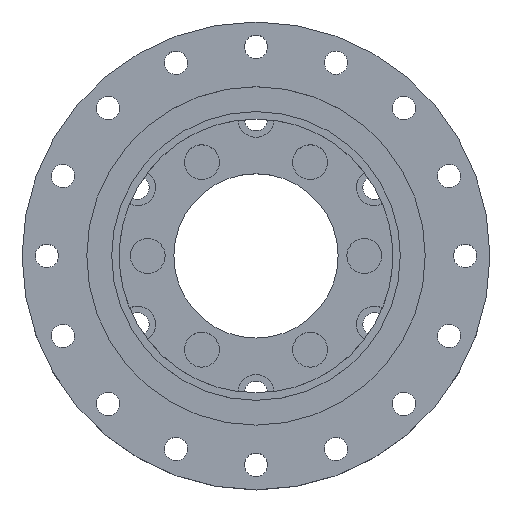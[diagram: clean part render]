
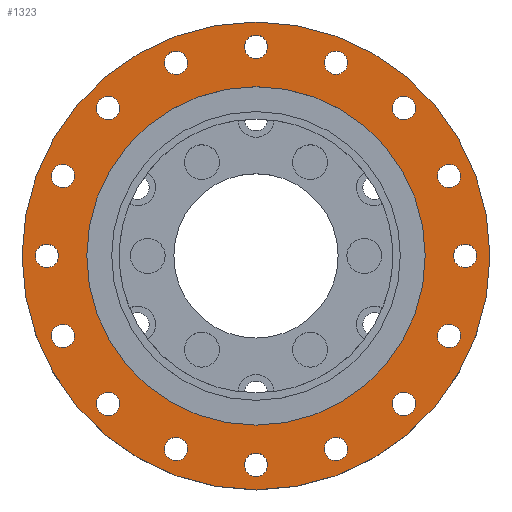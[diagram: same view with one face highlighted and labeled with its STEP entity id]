
A CAD part, top view. The second image highlights one B-rep face of the part: STEP entity #1323.
In plain terms, the highlighted planar face has unit normal (0, 0, 1).
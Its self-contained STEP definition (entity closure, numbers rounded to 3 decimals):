
#84=FACE_BOUND('',#331,.T.);
#85=FACE_BOUND('',#332,.T.);
#86=FACE_BOUND('',#333,.T.);
#87=FACE_BOUND('',#334,.T.);
#88=FACE_BOUND('',#335,.T.);
#89=FACE_BOUND('',#336,.T.);
#90=FACE_BOUND('',#337,.T.);
#91=FACE_BOUND('',#338,.T.);
#92=FACE_BOUND('',#339,.T.);
#93=FACE_BOUND('',#340,.T.);
#94=FACE_BOUND('',#341,.T.);
#95=FACE_BOUND('',#342,.T.);
#96=FACE_BOUND('',#343,.T.);
#97=FACE_BOUND('',#344,.T.);
#98=FACE_BOUND('',#345,.T.);
#99=FACE_BOUND('',#346,.T.);
#100=FACE_BOUND('',#347,.T.);
#123=PLANE('',#1545);
#202=FACE_OUTER_BOUND('',#330,.T.);
#330=EDGE_LOOP('',(#1170));
#331=EDGE_LOOP('',(#1171));
#332=EDGE_LOOP('',(#1172));
#333=EDGE_LOOP('',(#1173));
#334=EDGE_LOOP('',(#1174));
#335=EDGE_LOOP('',(#1175));
#336=EDGE_LOOP('',(#1176));
#337=EDGE_LOOP('',(#1177));
#338=EDGE_LOOP('',(#1178));
#339=EDGE_LOOP('',(#1179));
#340=EDGE_LOOP('',(#1180));
#341=EDGE_LOOP('',(#1181));
#342=EDGE_LOOP('',(#1182));
#343=EDGE_LOOP('',(#1183));
#344=EDGE_LOOP('',(#1184));
#345=EDGE_LOOP('',(#1185));
#346=EDGE_LOOP('',(#1186));
#347=EDGE_LOOP('',(#1187));
#555=CIRCLE('',#1509,2.35);
#556=CIRCLE('',#1511,2.35);
#557=CIRCLE('',#1513,34.);
#559=CIRCLE('',#1516,2.35);
#560=CIRCLE('',#1518,2.35);
#561=CIRCLE('',#1520,2.35);
#562=CIRCLE('',#1522,2.35);
#563=CIRCLE('',#1524,2.35);
#564=CIRCLE('',#1526,2.35);
#565=CIRCLE('',#1528,2.35);
#566=CIRCLE('',#1530,2.35);
#567=CIRCLE('',#1532,2.35);
#568=CIRCLE('',#1534,2.35);
#569=CIRCLE('',#1536,2.35);
#570=CIRCLE('',#1538,2.35);
#571=CIRCLE('',#1540,2.35);
#572=CIRCLE('',#1542,2.35);
#573=CIRCLE('',#1544,47.);
#667=VERTEX_POINT('',#2284);
#668=VERTEX_POINT('',#2288);
#669=VERTEX_POINT('',#2292);
#671=VERTEX_POINT('',#2298);
#672=VERTEX_POINT('',#2302);
#673=VERTEX_POINT('',#2306);
#674=VERTEX_POINT('',#2310);
#675=VERTEX_POINT('',#2314);
#676=VERTEX_POINT('',#2318);
#677=VERTEX_POINT('',#2322);
#678=VERTEX_POINT('',#2326);
#679=VERTEX_POINT('',#2330);
#680=VERTEX_POINT('',#2334);
#681=VERTEX_POINT('',#2338);
#682=VERTEX_POINT('',#2342);
#683=VERTEX_POINT('',#2346);
#684=VERTEX_POINT('',#2350);
#685=VERTEX_POINT('',#2354);
#817=EDGE_CURVE('',#667,#667,#555,.T.);
#819=EDGE_CURVE('',#668,#668,#556,.T.);
#821=EDGE_CURVE('',#669,#669,#557,.T.);
#824=EDGE_CURVE('',#671,#671,#559,.T.);
#826=EDGE_CURVE('',#672,#672,#560,.T.);
#828=EDGE_CURVE('',#673,#673,#561,.T.);
#830=EDGE_CURVE('',#674,#674,#562,.T.);
#832=EDGE_CURVE('',#675,#675,#563,.T.);
#834=EDGE_CURVE('',#676,#676,#564,.T.);
#836=EDGE_CURVE('',#677,#677,#565,.T.);
#838=EDGE_CURVE('',#678,#678,#566,.T.);
#840=EDGE_CURVE('',#679,#679,#567,.T.);
#842=EDGE_CURVE('',#680,#680,#568,.T.);
#844=EDGE_CURVE('',#681,#681,#569,.T.);
#846=EDGE_CURVE('',#682,#682,#570,.T.);
#848=EDGE_CURVE('',#683,#683,#571,.T.);
#850=EDGE_CURVE('',#684,#684,#572,.T.);
#852=EDGE_CURVE('',#685,#685,#573,.T.);
#1170=ORIENTED_EDGE('',*,*,#852,.T.);
#1171=ORIENTED_EDGE('',*,*,#850,.T.);
#1172=ORIENTED_EDGE('',*,*,#848,.T.);
#1173=ORIENTED_EDGE('',*,*,#846,.T.);
#1174=ORIENTED_EDGE('',*,*,#844,.T.);
#1175=ORIENTED_EDGE('',*,*,#842,.T.);
#1176=ORIENTED_EDGE('',*,*,#840,.T.);
#1177=ORIENTED_EDGE('',*,*,#838,.T.);
#1178=ORIENTED_EDGE('',*,*,#836,.T.);
#1179=ORIENTED_EDGE('',*,*,#834,.T.);
#1180=ORIENTED_EDGE('',*,*,#832,.T.);
#1181=ORIENTED_EDGE('',*,*,#830,.T.);
#1182=ORIENTED_EDGE('',*,*,#828,.T.);
#1183=ORIENTED_EDGE('',*,*,#826,.T.);
#1184=ORIENTED_EDGE('',*,*,#824,.T.);
#1185=ORIENTED_EDGE('',*,*,#821,.T.);
#1186=ORIENTED_EDGE('',*,*,#819,.T.);
#1187=ORIENTED_EDGE('',*,*,#817,.T.);
#1323=ADVANCED_FACE('',(#202,#84,#85,#86,#87,#88,#89,#90,#91,#92,#93,#94,
#95,#96,#97,#98,#99,#100),#123,.T.);
#1509=AXIS2_PLACEMENT_3D('',#2285,#1899,#1900);
#1511=AXIS2_PLACEMENT_3D('',#2289,#1904,#1905);
#1513=AXIS2_PLACEMENT_3D('',#2293,#1909,#1910);
#1516=AXIS2_PLACEMENT_3D('',#2299,#1916,#1917);
#1518=AXIS2_PLACEMENT_3D('',#2303,#1921,#1922);
#1520=AXIS2_PLACEMENT_3D('',#2307,#1926,#1927);
#1522=AXIS2_PLACEMENT_3D('',#2311,#1931,#1932);
#1524=AXIS2_PLACEMENT_3D('',#2315,#1936,#1937);
#1526=AXIS2_PLACEMENT_3D('',#2319,#1941,#1942);
#1528=AXIS2_PLACEMENT_3D('',#2323,#1946,#1947);
#1530=AXIS2_PLACEMENT_3D('',#2327,#1951,#1952);
#1532=AXIS2_PLACEMENT_3D('',#2331,#1956,#1957);
#1534=AXIS2_PLACEMENT_3D('',#2335,#1961,#1962);
#1536=AXIS2_PLACEMENT_3D('',#2339,#1966,#1967);
#1538=AXIS2_PLACEMENT_3D('',#2343,#1971,#1972);
#1540=AXIS2_PLACEMENT_3D('',#2347,#1976,#1977);
#1542=AXIS2_PLACEMENT_3D('',#2351,#1981,#1982);
#1544=AXIS2_PLACEMENT_3D('',#2355,#1986,#1987);
#1545=AXIS2_PLACEMENT_3D('',#2357,#1989,#1990);
#1899=DIRECTION('center_axis',(0.,0.,-1.));
#1900=DIRECTION('ref_axis',(0.924,0.383,0.));
#1904=DIRECTION('center_axis',(0.,0.,-1.));
#1905=DIRECTION('ref_axis',(-0.924,-0.383,0.));
#1909=DIRECTION('center_axis',(0.,0.,-1.));
#1910=DIRECTION('ref_axis',(-1.,0.,0.));
#1916=DIRECTION('center_axis',(0.,0.,-1.));
#1917=DIRECTION('ref_axis',(0.383,0.924,0.));
#1921=DIRECTION('center_axis',(0.,0.,-1.));
#1922=DIRECTION('ref_axis',(-0.707,-0.707,0.));
#1926=DIRECTION('center_axis',(0.,0.,-1.));
#1927=DIRECTION('ref_axis',(-0.707,0.707,0.));
#1931=DIRECTION('center_axis',(0.,0.,-1.));
#1932=DIRECTION('ref_axis',(0.707,0.707,0.));
#1936=DIRECTION('center_axis',(0.,0.,-1.));
#1937=DIRECTION('ref_axis',(-0.383,-0.924,0.));
#1941=DIRECTION('center_axis',(0.,0.,-1.));
#1942=DIRECTION('ref_axis',(-0.383,0.924,0.));
#1946=DIRECTION('center_axis',(0.,0.,-1.));
#1947=DIRECTION('ref_axis',(-1.,0.,0.));
#1951=DIRECTION('center_axis',(0.,0.,-1.));
#1952=DIRECTION('ref_axis',(-1.,0.,0.));
#1956=DIRECTION('center_axis',(0.,0.,-1.));
#1957=DIRECTION('ref_axis',(0.383,-0.924,0.));
#1961=DIRECTION('center_axis',(0.,0.,-1.));
#1962=DIRECTION('ref_axis',(0.924,-0.383,0.));
#1966=DIRECTION('center_axis',(0.,0.,-1.));
#1967=DIRECTION('ref_axis',(1.,0.,0.));
#1971=DIRECTION('center_axis',(0.,0.,-1.));
#1972=DIRECTION('ref_axis',(0.,1.,0.));
#1976=DIRECTION('center_axis',(0.,0.,-1.));
#1977=DIRECTION('ref_axis',(0.,-1.,0.));
#1981=DIRECTION('center_axis',(0.,0.,-1.));
#1982=DIRECTION('ref_axis',(0.707,-0.707,0.));
#1986=DIRECTION('center_axis',(0.,0.,1.));
#1987=DIRECTION('ref_axis',(-1.,0.,0.));
#1989=DIRECTION('center_axis',(0.,0.,1.));
#1990=DIRECTION('ref_axis',(-1.,0.,0.));
#2284=CARTESIAN_POINT('',(13.902,-39.702,35.));
#2285=CARTESIAN_POINT('Origin',(16.073,-38.803,35.));
#2288=CARTESIAN_POINT('',(-13.902,39.702,35.));
#2289=CARTESIAN_POINT('Origin',(-16.073,38.803,35.));
#2292=CARTESIAN_POINT('',(34.,0.,35.));
#2293=CARTESIAN_POINT('Origin',(0.,0.,35.));
#2298=CARTESIAN_POINT('',(37.904,-18.244,35.));
#2299=CARTESIAN_POINT('Origin',(38.803,-16.073,35.));
#2302=CARTESIAN_POINT('',(-28.037,31.36,35.));
#2303=CARTESIAN_POINT('Origin',(-29.698,29.698,35.));
#2306=CARTESIAN_POINT('',(31.36,28.037,35.));
#2307=CARTESIAN_POINT('Origin',(29.698,29.698,35.));
#2310=CARTESIAN_POINT('',(28.037,-31.36,35.));
#2311=CARTESIAN_POINT('Origin',(29.698,-29.698,35.));
#2314=CARTESIAN_POINT('',(-37.904,18.244,35.));
#2315=CARTESIAN_POINT('Origin',(-38.803,16.073,35.));
#2318=CARTESIAN_POINT('',(39.702,13.902,35.));
#2319=CARTESIAN_POINT('Origin',(38.803,16.073,35.));
#2322=CARTESIAN_POINT('',(18.423,38.803,35.));
#2323=CARTESIAN_POINT('Origin',(16.073,38.803,35.));
#2326=CARTESIAN_POINT('',(2.35,42.,35.));
#2327=CARTESIAN_POINT('Origin',(0.,42.,35.));
#2330=CARTESIAN_POINT('',(-39.702,-13.902,35.));
#2331=CARTESIAN_POINT('Origin',(-38.803,-16.073,35.));
#2334=CARTESIAN_POINT('',(-18.244,-37.904,35.));
#2335=CARTESIAN_POINT('Origin',(-16.073,-38.803,35.));
#2338=CARTESIAN_POINT('',(-2.35,-42.,35.));
#2339=CARTESIAN_POINT('Origin',(0.,-42.,35.));
#2342=CARTESIAN_POINT('',(42.,-2.35,35.));
#2343=CARTESIAN_POINT('Origin',(42.,0.,35.));
#2346=CARTESIAN_POINT('',(-42.,2.35,35.));
#2347=CARTESIAN_POINT('Origin',(-42.,0.,35.));
#2350=CARTESIAN_POINT('',(-31.36,-28.037,35.));
#2351=CARTESIAN_POINT('Origin',(-29.698,-29.698,35.));
#2354=CARTESIAN_POINT('',(47.,0.,35.));
#2355=CARTESIAN_POINT('Origin',(0.,0.,35.));
#2357=CARTESIAN_POINT('Origin',(0.,0.,35.));
